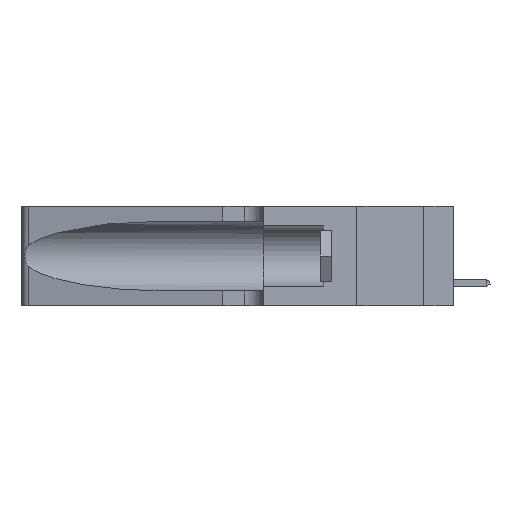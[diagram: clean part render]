
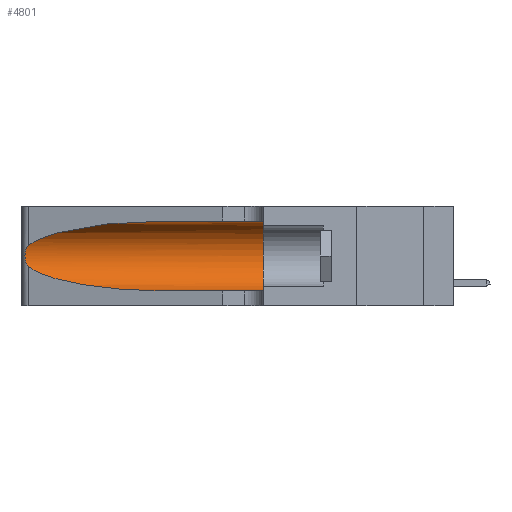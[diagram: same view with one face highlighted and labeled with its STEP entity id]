
A CAD part, left-side view. The second image highlights one B-rep face of the part: STEP entity #4801.
In plain terms, the highlighted cylindrical face has radius 3.308 mm (diameter 6.617 mm), a partial arc.
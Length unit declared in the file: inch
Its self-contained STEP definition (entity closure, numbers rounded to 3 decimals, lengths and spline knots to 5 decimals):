
#257 = CARTESIAN_POINT ( 'NONE',  ( 0.25487, 1.22718, 0.22369 ) ) ;
#583 = CARTESIAN_POINT ( 'NONE',  ( 0.1305, 0.72297, 0.05475 ) ) ;
#869 = VERTEX_POINT ( 'NONE', #583 ) ;
#885 = CARTESIAN_POINT ( 'NONE',  ( 0.25854, 1.2359, 0.20912 ) ) ;
#1555 = CARTESIAN_POINT ( 'NONE',  ( 0.25856, 1.23593, 0.16098 ) ) ;
#1654 = CARTESIAN_POINT ( 'NONE',  ( 0.25555, 1.22993, 0.14849 ) ) ;
#2347 = DIRECTION ( 'NONE',  ( 0., 0., -1. ) ) ;
#2725 = EDGE_CURVE ( 'NONE', #4193, #9003, #24635, .T. ) ;
#3146 = CARTESIAN_POINT ( 'NONE',  ( 0.26075, 1.23896, 0.19203 ) ) ;
#3408 = ORIENTED_EDGE ( 'NONE', *, *, #2725, .F. ) ;
#3447 =( BOUNDED_CURVE ( )  B_SPLINE_CURVE ( 3, ( #4488, #20210, #20315, #6599 ),
 .UNSPECIFIED., .F., .T. ) 
 B_SPLINE_CURVE_WITH_KNOTS ( ( 4, 4 ),
 ( 1.5708, 2.84003 ),
 .UNSPECIFIED. ) 
 CURVE ( )  GEOMETRIC_REPRESENTATION_ITEM ( )  RATIONAL_B_SPLINE_CURVE ( ( 1., 0.87, 0.87, 1. ) ) 
 REPRESENTATION_ITEM ( '' )  );
#4193 = VERTEX_POINT ( 'NONE', #15726 ) ;
#4488 = CARTESIAN_POINT ( 'NONE',  ( 0.1305, 0.72297, 0.31525 ) ) ;
#4740 = EDGE_CURVE ( 'NONE', #9003, #19536, #20349, .T. ) ;
#4801 = ADVANCED_FACE ( 'NONE', ( #8241 ), #27885, .F. ) ;
#5009 = ORIENTED_EDGE ( 'NONE', *, *, #24753, .T. ) ;
#6599 = CARTESIAN_POINT ( 'NONE',  ( 0.25487, 1.22718, 0.22369 ) ) ;
#7305 = CARTESIAN_POINT ( 'NONE',  ( 0.1305, 1.61858, 0.31525 ) ) ;
#7739 = CARTESIAN_POINT ( 'NONE',  ( 0.2373, 1.15595, 0.08982 ) ) ;
#7997 = EDGE_LOOP ( 'NONE', ( #17150, #5009, #24450, #17666, #9647, #3408 ) ) ;
#8241 = FACE_OUTER_BOUND ( 'NONE', #7997, .T. ) ;
#9003 = VERTEX_POINT ( 'NONE', #16931 ) ;
#9647 = ORIENTED_EDGE ( 'NONE', *, *, #4740, .F. ) ;
#9933 = CARTESIAN_POINT ( 'NONE',  ( 0.25555, 1.22994, 0.2215 ) ) ;
#10606 = CARTESIAN_POINT ( 'NONE',  ( 0.25487, 1.22718, 0.14631 ) ) ;
#11327 =( BOUNDED_CURVE ( )  B_SPLINE_CURVE ( 3, ( #21379, #7739, #25963, #14982 ),
 .UNSPECIFIED., .F., .T. ) 
 B_SPLINE_CURVE_WITH_KNOTS ( ( 4, 4 ),
 ( 3.44316, 4.71239 ),
 .UNSPECIFIED. ) 
 CURVE ( )  GEOMETRIC_REPRESENTATION_ITEM ( )  RATIONAL_B_SPLINE_CURVE ( ( 1., 0.87, 0.87, 1. ) ) 
 REPRESENTATION_ITEM ( '' )  );
#11797 = DIRECTION ( 'NONE',  ( 0., -1., 0. ) ) ;
#11902 = CARTESIAN_POINT ( 'NONE',  ( 0.1305, 0.35, 0.185 ) ) ;
#13128 = LINE ( 'NONE', #21548, #21343 ) ;
#13972 = CARTESIAN_POINT ( 'NONE',  ( 0.1305, 1.61858, 0.185 ) ) ;
#14159 = DIRECTION ( 'NONE',  ( 0., -1., 0. ) ) ;
#14299 = VECTOR ( 'NONE', #11797, 39.37008 ) ;
#14492 = CARTESIAN_POINT ( 'NONE',  ( 0.25787, 1.23484, 0.2124 ) ) ;
#14982 = CARTESIAN_POINT ( 'NONE',  ( 0.1305, 0.72297, 0.05475 ) ) ;
#15253 = CARTESIAN_POINT ( 'NONE',  ( 0.26075, 1.23896, 0.178 ) ) ;
#15726 = CARTESIAN_POINT ( 'NONE',  ( 0.1305, 0.72297, 0.31525 ) ) ;
#16766 = CARTESIAN_POINT ( 'NONE',  ( 0.26018, 1.23835, 0.19895 ) ) ;
#16931 = CARTESIAN_POINT ( 'NONE',  ( 0.1305, 0.35, 0.31525 ) ) ;
#17150 = ORIENTED_EDGE ( 'NONE', *, *, #26558, .T. ) ;
#17661 = CARTESIAN_POINT ( 'NONE',  ( 0.25639, 1.23186, 0.15144 ) ) ;
#17666 = ORIENTED_EDGE ( 'NONE', *, *, #23540, .T. ) ;
#18047 = B_SPLINE_CURVE_WITH_KNOTS ( 'NONE', 3,
 ( #23577, #9933, #25869, #14492, #885, #16766, #3146, #15253, #28705, #1555, #19649, #17661, #1654, #10606 ),
 .UNSPECIFIED., .F., .F.,
 ( 4, 2, 2, 2, 2, 2, 4 ),
 ( 0., 0.00027, 0.00053, 0.00107, 0.0016, 0.00187, 0.00214 ),
 .UNSPECIFIED. ) ;
#18924 = AXIS2_PLACEMENT_3D ( 'NONE', #11902, #27856, #25248 ) ;
#19536 = VERTEX_POINT ( 'NONE', #20184 ) ;
#19649 = CARTESIAN_POINT ( 'NONE',  ( 0.25789, 1.23486, 0.15765 ) ) ;
#19803 = EDGE_CURVE ( 'NONE', #25688, #869, #11327, .T. ) ;
#20184 = CARTESIAN_POINT ( 'NONE',  ( 0.1305, 0.35, 0.05475 ) ) ;
#20210 = CARTESIAN_POINT ( 'NONE',  ( 0.18966, 0.96281, 0.31525 ) ) ;
#20315 = CARTESIAN_POINT ( 'NONE',  ( 0.2373, 1.15595, 0.28018 ) ) ;
#20349 = CIRCLE ( 'NONE', #18924, 0.13025 ) ;
#20696 = CARTESIAN_POINT ( 'NONE',  ( 0.25487, 1.22718, 0.14631 ) ) ;
#21343 = VECTOR ( 'NONE', #21925, 39.37008 ) ;
#21379 = CARTESIAN_POINT ( 'NONE',  ( 0.25487, 1.22718, 0.14631 ) ) ;
#21548 = CARTESIAN_POINT ( 'NONE',  ( 0.1305, 1.61858, 0.05475 ) ) ;
#21925 = DIRECTION ( 'NONE',  ( 0., -1., 0. ) ) ;
#23540 = EDGE_CURVE ( 'NONE', #869, #19536, #13128, .T. ) ;
#23577 = CARTESIAN_POINT ( 'NONE',  ( 0.25487, 1.22718, 0.22369 ) ) ;
#24450 = ORIENTED_EDGE ( 'NONE', *, *, #19803, .T. ) ;
#24488 = AXIS2_PLACEMENT_3D ( 'NONE', #13972, #14159, #2347 ) ;
#24635 = LINE ( 'NONE', #7305, #14299 ) ;
#24753 = EDGE_CURVE ( 'NONE', #29468, #25688, #18047, .T. ) ;
#25248 = DIRECTION ( 'NONE',  ( 0., 0., 1. ) ) ;
#25688 = VERTEX_POINT ( 'NONE', #20696 ) ;
#25869 = CARTESIAN_POINT ( 'NONE',  ( 0.25639, 1.23184, 0.21858 ) ) ;
#25963 = CARTESIAN_POINT ( 'NONE',  ( 0.18966, 0.96281, 0.05475 ) ) ;
#26558 = EDGE_CURVE ( 'NONE', #4193, #29468, #3447, .T. ) ;
#27856 = DIRECTION ( 'NONE',  ( 0., 1., 0. ) ) ;
#27885 = CYLINDRICAL_SURFACE ( 'NONE', #24488, 0.13025 ) ;
#28705 = CARTESIAN_POINT ( 'NONE',  ( 0.26017, 1.23833, 0.17102 ) ) ;
#29468 = VERTEX_POINT ( 'NONE', #257 ) ;
